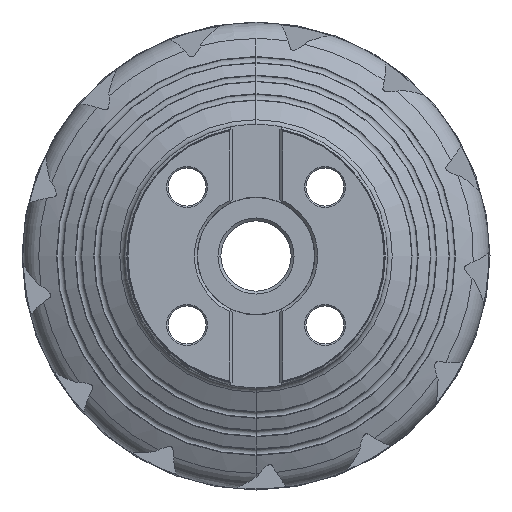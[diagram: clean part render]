
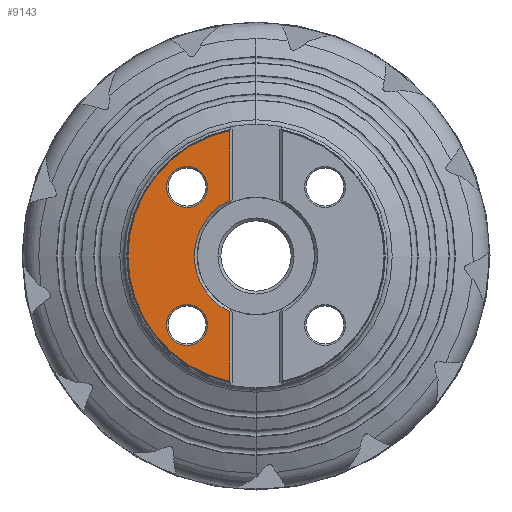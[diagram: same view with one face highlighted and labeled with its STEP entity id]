
A CAD part, left-side view. The second image highlights one B-rep face of the part: STEP entity #9143.
In plain terms, the highlighted planar face has unit normal (-1, 0, 0).
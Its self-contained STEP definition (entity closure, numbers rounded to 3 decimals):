
#43 = AXIS2_PLACEMENT_3D ( 'NONE', #6613, #6619, #6620 ) ;
#61 = AXIS2_PLACEMENT_3D ( 'NONE', #6687, #6700, #6701 ) ;
#1726 = ORIENTED_EDGE ( 'NONE', *, *, #13031, .T. ) ;
#1727 = ORIENTED_EDGE ( 'NONE', *, *, #3766, .T. ) ;
#1729 = ORIENTED_EDGE ( 'NONE', *, *, #13065, .T. ) ;
#1730 = ORIENTED_EDGE ( 'NONE', *, *, #3767, .T. ) ;
#1731 = ORIENTED_EDGE ( 'NONE', *, *, #3754, .F. ) ;
#1732 = ORIENTED_EDGE ( 'NONE', *, *, #3760, .F. ) ;
#1733 = ORIENTED_EDGE ( 'NONE', *, *, #3772, .F. ) ;
#1734 = ORIENTED_EDGE ( 'NONE', *, *, #3775, .T. ) ;
#2289 = EDGE_LOOP ( 'NONE', ( #1731, #1732, #1733, #1734 ) ) ;
#2314 = EDGE_LOOP ( 'NONE', ( #1729, #1730 ) ) ;
#2377 = EDGE_LOOP ( 'NONE', ( #1726, #1727 ) ) ;
#3474 = CARTESIAN_POINT ( 'NONE',  ( -61.25, 23.582, -16.582 ) ) ;
#3632 = CARTESIAN_POINT ( 'NONE',  ( -61.25, 23.582, -30.582 ) ) ;
#3754 = EDGE_CURVE ( 'NONE', #9771, #9764, #10463, .T. ) ;
#3760 = EDGE_CURVE ( 'NONE', #9763, #9771, #10466, .T. ) ;
#3766 = EDGE_CURVE ( 'NONE', #12738, #10036, #10469, .T. ) ;
#3767 = EDGE_CURVE ( 'NONE', #7641, #13114, #10471, .T. ) ;
#3772 = EDGE_CURVE ( 'NONE', #9750, #9763, #10465, .T. ) ;
#3775 = EDGE_CURVE ( 'NONE', #9750, #9764, #10474, .T. ) ;
#5275 = AXIS2_PLACEMENT_3D ( 'NONE', #13481, #13484, #13485 ) ;
#5276 = AXIS2_PLACEMENT_3D ( 'NONE', #13458, #13462, #13463 ) ;
#5278 = AXIS2_PLACEMENT_3D ( 'NONE', #13467, #13474, #13475 ) ;
#5281 = AXIS2_PLACEMENT_3D ( 'NONE', #13476, #13477, #13478 ) ;
#5793 = CIRCLE ( 'NONE', #43, 7. ) ;
#5846 = CIRCLE ( 'NONE', #61, 7. ) ;
#6613 = CARTESIAN_POINT ( 'NONE',  ( -61.25, 23.582, -23.582 ) ) ;
#6619 = DIRECTION ( 'NONE',  ( 1., 0., 0. ) ) ;
#6620 = DIRECTION ( 'NONE',  ( 0., 0., 1. ) ) ;
#6687 = CARTESIAN_POINT ( 'NONE',  ( -61.25, 23.582, 23.582 ) ) ;
#6700 = DIRECTION ( 'NONE',  ( 1., 0., 0. ) ) ;
#6701 = DIRECTION ( 'NONE',  ( 0., 0., 1. ) ) ;
#6762 = CARTESIAN_POINT ( 'NONE',  ( -61.25, 23.582, 30.582 ) ) ;
#7641 = VERTEX_POINT ( 'NONE', #15221 ) ;
#9143 = ADVANCED_FACE ( 'NONE', ( #17734, #17738, #17740 ), #19812, .T. ) ;
#9750 = VERTEX_POINT ( 'NONE', #21675 ) ;
#9763 = VERTEX_POINT ( 'NONE', #21688 ) ;
#9764 = VERTEX_POINT ( 'NONE', #21689 ) ;
#9771 = VERTEX_POINT ( 'NONE', #21696 ) ;
#10036 = VERTEX_POINT ( 'NONE', #3474 ) ;
#10452 = VECTOR ( 'NONE', #13451, 1000. ) ;
#10463 = LINE ( 'NONE', #13437, #10452 ) ;
#10465 = LINE ( 'NONE', #13479, #10472 ) ;
#10466 = CIRCLE ( 'NONE', #5276, 43.788 ) ;
#10469 = CIRCLE ( 'NONE', #5278, 7. ) ;
#10471 = CIRCLE ( 'NONE', #5281, 7. ) ;
#10472 = VECTOR ( 'NONE', #13482, 1000. ) ;
#10474 = CIRCLE ( 'NONE', #5275, 21.075 ) ;
#12738 = VERTEX_POINT ( 'NONE', #3632 ) ;
#13031 = EDGE_CURVE ( 'NONE', #10036, #12738, #5793, .T. ) ;
#13065 = EDGE_CURVE ( 'NONE', #13114, #7641, #5846, .T. ) ;
#13114 = VERTEX_POINT ( 'NONE', #6762 ) ;
#13437 = CARTESIAN_POINT ( 'NONE',  ( -61.25, 9.2, 53.175 ) ) ;
#13451 = DIRECTION ( 'NONE',  ( 0., 0., -1. ) ) ;
#13458 = CARTESIAN_POINT ( 'NONE',  ( -61.25, 0., 0. ) ) ;
#13462 = DIRECTION ( 'NONE',  ( 1., 0., 0. ) ) ;
#13463 = DIRECTION ( 'NONE',  ( 0., 0., -1. ) ) ;
#13467 = CARTESIAN_POINT ( 'NONE',  ( -61.25, 23.582, -23.582 ) ) ;
#13474 = DIRECTION ( 'NONE',  ( 1., 0., 0. ) ) ;
#13475 = DIRECTION ( 'NONE',  ( 0., 0., 1. ) ) ;
#13476 = CARTESIAN_POINT ( 'NONE',  ( -61.25, 23.582, 23.582 ) ) ;
#13477 = DIRECTION ( 'NONE',  ( 1., 0., 0. ) ) ;
#13478 = DIRECTION ( 'NONE',  ( 0., 0., 1. ) ) ;
#13479 = CARTESIAN_POINT ( 'NONE',  ( -61.25, 9.2, 53.175 ) ) ;
#13481 = CARTESIAN_POINT ( 'NONE',  ( -61.25, 0., 0. ) ) ;
#13482 = DIRECTION ( 'NONE',  ( 0., 0., -1. ) ) ;
#13484 = DIRECTION ( 'NONE',  ( 1., 0., 0. ) ) ;
#13485 = DIRECTION ( 'NONE',  ( 0., 1., 0. ) ) ;
#15221 = CARTESIAN_POINT ( 'NONE',  ( -61.25, 23.582, 16.582 ) ) ;
#16771 = AXIS2_PLACEMENT_3D ( 'NONE', #19815, #19816, #19817 ) ;
#17734 = FACE_BOUND ( 'NONE', #2377, .T. ) ;
#17738 = FACE_BOUND ( 'NONE', #2314, .T. ) ;
#17740 = FACE_OUTER_BOUND ( 'NONE', #2289, .T. ) ;
#19812 = PLANE ( 'NONE',  #16771 ) ;
#19815 = CARTESIAN_POINT ( 'NONE',  ( -61.25, 43.788, 0. ) ) ;
#19816 = DIRECTION ( 'NONE',  ( -1., 0., 0. ) ) ;
#19817 = DIRECTION ( 'NONE',  ( 0., 0., 1. ) ) ;
#21675 = CARTESIAN_POINT ( 'NONE',  ( -61.25, 9.2, -18.961 ) ) ;
#21688 = CARTESIAN_POINT ( 'NONE',  ( -61.25, 9.2, -42.81 ) ) ;
#21689 = CARTESIAN_POINT ( 'NONE',  ( -61.25, 9.2, 18.961 ) ) ;
#21696 = CARTESIAN_POINT ( 'NONE',  ( -61.25, 9.2, 42.81 ) ) ;
